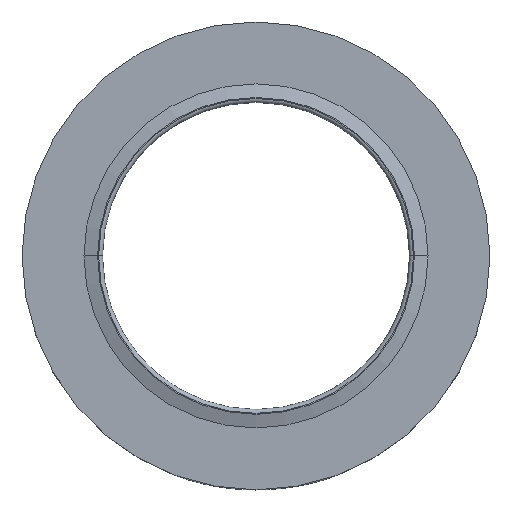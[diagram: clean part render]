
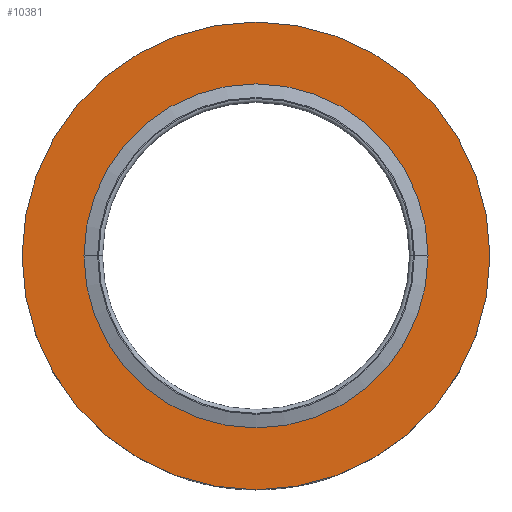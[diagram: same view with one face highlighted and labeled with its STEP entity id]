
A CAD part, top view. The second image highlights one B-rep face of the part: STEP entity #10381.
In plain terms, the highlighted planar face has unit normal (0, 0, 1).
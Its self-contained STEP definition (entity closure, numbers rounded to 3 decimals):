
#79 = VERTEX_POINT ( 'NONE', #17457 ) ;
#181 = CIRCLE ( 'NONE', #16359, 480. ) ;
#393 = EDGE_LOOP ( 'NONE', ( #5389, #14552 ) ) ;
#479 = DIRECTION ( 'NONE',  ( 1., 0., 0. ) ) ;
#755 = DIRECTION ( 'NONE',  ( 0., 0., 1. ) ) ;
#1471 = CIRCLE ( 'NONE', #6867, 327. ) ;
#1619 = FACE_BOUND ( 'NONE', #11297, .T. ) ;
#3109 = DIRECTION ( 'NONE',  ( 1., 0., 0. ) ) ;
#4711 = CIRCLE ( 'NONE', #15477, 480. ) ;
#5389 = ORIENTED_EDGE ( 'NONE', *, *, #14774, .T. ) ;
#5871 = AXIS2_PLACEMENT_3D ( 'NONE', #20207, #16726, #8820 ) ;
#6191 = DIRECTION ( 'NONE',  ( 0., 0., 1. ) ) ;
#6484 = DIRECTION ( 'NONE',  ( 0., 0., 1. ) ) ;
#6663 = EDGE_CURVE ( 'NONE', #18040, #14873, #181, .T. ) ;
#6867 = AXIS2_PLACEMENT_3D ( 'NONE', #8918, #6920, #479 ) ;
#6920 = DIRECTION ( 'NONE',  ( 0., 0., 1. ) ) ;
#8064 = CARTESIAN_POINT ( 'NONE',  ( 0., 0., 120. ) ) ;
#8597 = EDGE_CURVE ( 'NONE', #79, #14945, #1471, .T. ) ;
#8820 = DIRECTION ( 'NONE',  ( 1., 0., 0. ) ) ;
#8918 = CARTESIAN_POINT ( 'NONE',  ( 0., 0., 120. ) ) ;
#9455 = DIRECTION ( 'NONE',  ( 1., 0., 0. ) ) ;
#10215 = EDGE_CURVE ( 'NONE', #14945, #79, #11252, .T. ) ;
#10381 = ADVANCED_FACE ( 'NONE', ( #17349, #1619 ), #15661, .T. ) ;
#10722 = CARTESIAN_POINT ( 'NONE',  ( -480., 0., 120. ) ) ;
#11139 = CARTESIAN_POINT ( 'NONE',  ( 0., 0., 120. ) ) ;
#11252 = CIRCLE ( 'NONE', #5871, 327. ) ;
#11297 = EDGE_LOOP ( 'NONE', ( #16922, #19046 ) ) ;
#11631 = DIRECTION ( 'NONE',  ( 1., 0., 0. ) ) ;
#13022 = CARTESIAN_POINT ( 'NONE',  ( 327., 0., 120. ) ) ;
#14552 = ORIENTED_EDGE ( 'NONE', *, *, #6663, .T. ) ;
#14774 = EDGE_CURVE ( 'NONE', #14873, #18040, #4711, .T. ) ;
#14873 = VERTEX_POINT ( 'NONE', #10722 ) ;
#14945 = VERTEX_POINT ( 'NONE', #13022 ) ;
#15477 = AXIS2_PLACEMENT_3D ( 'NONE', #11139, #6191, #9455 ) ;
#15661 = PLANE ( 'NONE',  #19148 ) ;
#16359 = AXIS2_PLACEMENT_3D ( 'NONE', #18158, #755, #11631 ) ;
#16726 = DIRECTION ( 'NONE',  ( 0., 0., 1. ) ) ;
#16922 = ORIENTED_EDGE ( 'NONE', *, *, #10215, .F. ) ;
#17349 = FACE_OUTER_BOUND ( 'NONE', #393, .T. ) ;
#17374 = CARTESIAN_POINT ( 'NONE',  ( 480., 0., 120. ) ) ;
#17457 = CARTESIAN_POINT ( 'NONE',  ( -327., 0., 120. ) ) ;
#18040 = VERTEX_POINT ( 'NONE', #17374 ) ;
#18158 = CARTESIAN_POINT ( 'NONE',  ( 0., 0., 120. ) ) ;
#19046 = ORIENTED_EDGE ( 'NONE', *, *, #8597, .F. ) ;
#19148 = AXIS2_PLACEMENT_3D ( 'NONE', #8064, #6484, #3109 ) ;
#20207 = CARTESIAN_POINT ( 'NONE',  ( 0., 0., 120. ) ) ;
